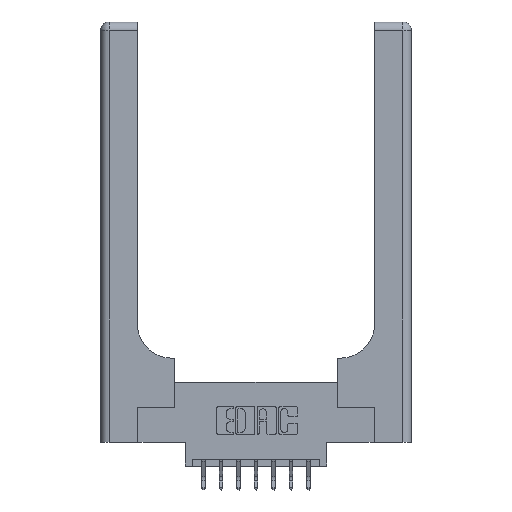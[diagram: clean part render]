
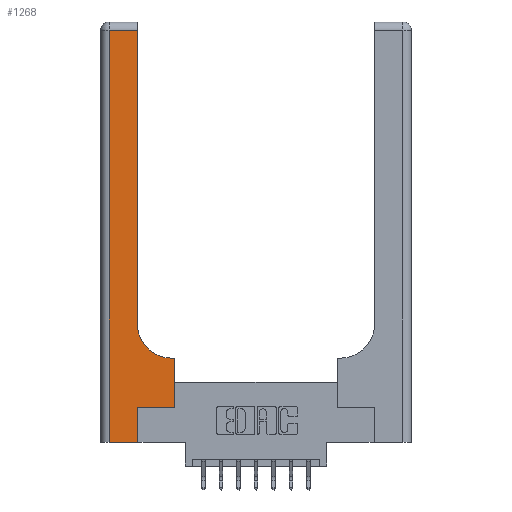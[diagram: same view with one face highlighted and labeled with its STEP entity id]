
A CAD part, top view. The second image highlights one B-rep face of the part: STEP entity #1268.
In plain terms, the highlighted planar face has unit normal (0, 0, 1).
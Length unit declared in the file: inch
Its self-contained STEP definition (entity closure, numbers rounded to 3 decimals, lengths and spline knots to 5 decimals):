
#202 = VERTEX_POINT ( 'NONE', #428 ) ;
#292 = VERTEX_POINT ( 'NONE', #10993 ) ;
#428 = CARTESIAN_POINT ( 'NONE',  ( 0.26, 0.85, 0.37 ) ) ;
#517 = CARTESIAN_POINT ( 'NONE',  ( 0.265, 0.25, 0.37 ) ) ;
#741 = DIRECTION ( 'NONE',  ( 1., 0., 0. ) ) ;
#1124 = VERTEX_POINT ( 'NONE', #8623 ) ;
#1268 = ADVANCED_FACE ( 'NONE', ( #8925 ), #5308, .F. ) ;
#1286 = ORIENTED_EDGE ( 'NONE', *, *, #14327, .T. ) ;
#1601 = VERTEX_POINT ( 'NONE', #13305 ) ;
#1896 = LINE ( 'NONE', #517, #4920 ) ;
#2168 = VECTOR ( 'NONE', #8172, 39.37008 ) ;
#2185 = LINE ( 'NONE', #12843, #8275 ) ;
#2342 = CARTESIAN_POINT ( 'NONE',  ( 0., 2.94, 0.37 ) ) ;
#2714 = VECTOR ( 'NONE', #13387, 39.37008 ) ;
#2881 = LINE ( 'NONE', #10893, #2714 ) ;
#3372 = DIRECTION ( 'NONE',  ( 1., 0., 0. ) ) ;
#3375 = EDGE_CURVE ( 'NONE', #202, #1601, #7859, .T. ) ;
#3747 = EDGE_CURVE ( 'NONE', #292, #6943, #10381, .T. ) ;
#3755 = VERTEX_POINT ( 'NONE', #15112 ) ;
#3770 = VECTOR ( 'NONE', #10807, 39.37008 ) ;
#3827 = LINE ( 'NONE', #4973, #6158 ) ;
#3860 = VERTEX_POINT ( 'NONE', #4694 ) ;
#3890 = ORIENTED_EDGE ( 'NONE', *, *, #3375, .T. ) ;
#4193 = EDGE_CURVE ( 'NONE', #14549, #1124, #2185, .T. ) ;
#4666 = CARTESIAN_POINT ( 'NONE',  ( 0.265, 0., 0.37 ) ) ;
#4694 = CARTESIAN_POINT ( 'NONE',  ( 0.265, 0.25, 0.37 ) ) ;
#4754 = ORIENTED_EDGE ( 'NONE', *, *, #14462, .T. ) ;
#4920 = VECTOR ( 'NONE', #741, 39.37008 ) ;
#4973 = CARTESIAN_POINT ( 'NONE',  ( 0., 0., 0.37 ) ) ;
#5308 = PLANE ( 'NONE',  #6004 ) ;
#5867 = DIRECTION ( 'NONE',  ( -1., 0., 0. ) ) ;
#5871 = LINE ( 'NONE', #2342, #3770 ) ;
#5956 = DIRECTION ( 'NONE',  ( 1., 0., 0. ) ) ;
#6004 = AXIS2_PLACEMENT_3D ( 'NONE', #11495, #12420, #10076 ) ;
#6158 = VECTOR ( 'NONE', #5956, 39.37008 ) ;
#6687 = ORIENTED_EDGE ( 'NONE', *, *, #4193, .T. ) ;
#6747 = CARTESIAN_POINT ( 'NONE',  ( 0.51, 0.85, 0.37 ) ) ;
#6834 = CARTESIAN_POINT ( 'NONE',  ( 0.06, 3., 0.37 ) ) ;
#6841 = VECTOR ( 'NONE', #8991, 39.37008 ) ;
#6943 = VERTEX_POINT ( 'NONE', #8576 ) ;
#7362 = ORIENTED_EDGE ( 'NONE', *, *, #11454, .T. ) ;
#7468 = CARTESIAN_POINT ( 'NONE',  ( 0.528, 0.25, 0.37 ) ) ;
#7553 = ORIENTED_EDGE ( 'NONE', *, *, #14218, .T. ) ;
#7859 = LINE ( 'NONE', #13975, #2168 ) ;
#8172 = DIRECTION ( 'NONE',  ( 0., 1., 0. ) ) ;
#8275 = VECTOR ( 'NONE', #5867, 39.37008 ) ;
#8576 = CARTESIAN_POINT ( 'NONE',  ( 0.06, 0., 0.37 ) ) ;
#8623 = CARTESIAN_POINT ( 'NONE',  ( 0.51, 0.6, 0.37 ) ) ;
#8822 = ORIENTED_EDGE ( 'NONE', *, *, #10717, .T. ) ;
#8925 = FACE_OUTER_BOUND ( 'NONE', #12335, .T. ) ;
#8991 = DIRECTION ( 'NONE',  ( 0., -1., 0. ) ) ;
#9586 = ORIENTED_EDGE ( 'NONE', *, *, #10271, .T. ) ;
#10076 = DIRECTION ( 'NONE',  ( -1., 0., 0. ) ) ;
#10261 = CARTESIAN_POINT ( 'NONE',  ( 0.528, 0.6, 0.37 ) ) ;
#10271 = EDGE_CURVE ( 'NONE', #6943, #3755, #3827, .T. ) ;
#10381 = LINE ( 'NONE', #6834, #6841 ) ;
#10444 = DIRECTION ( 'NONE',  ( 0., 0., -1. ) ) ;
#10681 = AXIS2_PLACEMENT_3D ( 'NONE', #6747, #10444, #3372 ) ;
#10717 = EDGE_CURVE ( 'NONE', #1601, #292, #5871, .T. ) ;
#10807 = DIRECTION ( 'NONE',  ( -1., 0., 0. ) ) ;
#10893 = CARTESIAN_POINT ( 'NONE',  ( 0.528, 0.25, 0.37 ) ) ;
#10935 = ORIENTED_EDGE ( 'NONE', *, *, #3747, .T. ) ;
#10993 = CARTESIAN_POINT ( 'NONE',  ( 0.06, 2.94, 0.37 ) ) ;
#11266 = VERTEX_POINT ( 'NONE', #7468 ) ;
#11313 = VECTOR ( 'NONE', #15240, 39.37008 ) ;
#11454 = EDGE_CURVE ( 'NONE', #1124, #202, #13177, .T. ) ;
#11495 = CARTESIAN_POINT ( 'NONE',  ( 0., 3., 0.37 ) ) ;
#11602 = LINE ( 'NONE', #4666, #11313 ) ;
#12335 = EDGE_LOOP ( 'NONE', ( #3890, #8822, #10935, #9586, #1286, #7553, #4754, #6687, #7362 ) ) ;
#12420 = DIRECTION ( 'NONE',  ( 0., 0., -1. ) ) ;
#12843 = CARTESIAN_POINT ( 'NONE',  ( 0.26, 0.6, 0.37 ) ) ;
#13177 = CIRCLE ( 'NONE', #10681, 0.25 ) ;
#13305 = CARTESIAN_POINT ( 'NONE',  ( 0.26, 2.94, 0.37 ) ) ;
#13387 = DIRECTION ( 'NONE',  ( 0., 1., 0. ) ) ;
#13975 = CARTESIAN_POINT ( 'NONE',  ( 0.26, 3., 0.37 ) ) ;
#14218 = EDGE_CURVE ( 'NONE', #3860, #11266, #1896, .T. ) ;
#14327 = EDGE_CURVE ( 'NONE', #3755, #3860, #11602, .T. ) ;
#14462 = EDGE_CURVE ( 'NONE', #11266, #14549, #2881, .T. ) ;
#14549 = VERTEX_POINT ( 'NONE', #10261 ) ;
#15112 = CARTESIAN_POINT ( 'NONE',  ( 0.265, 0., 0.37 ) ) ;
#15240 = DIRECTION ( 'NONE',  ( 0., 1., 0. ) ) ;
